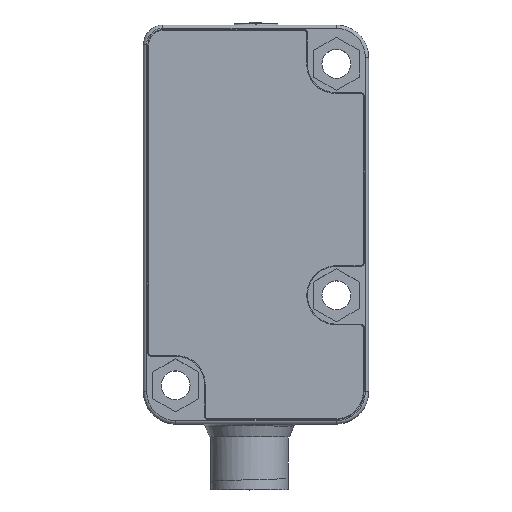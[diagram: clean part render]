
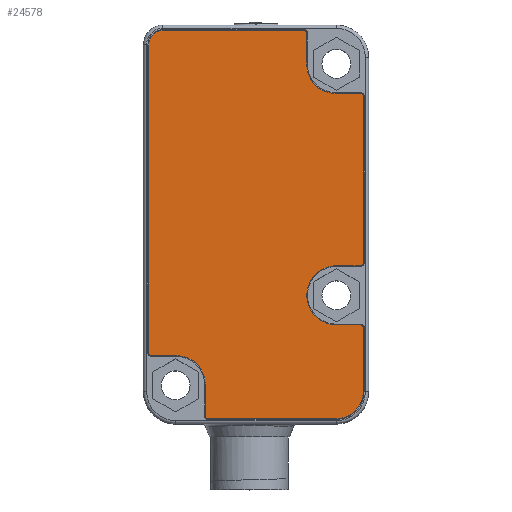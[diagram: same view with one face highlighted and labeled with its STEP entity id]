
A CAD part, top view. The second image highlights one B-rep face of the part: STEP entity #24578.
In plain terms, the highlighted planar face has unit normal (0, 0, 1).
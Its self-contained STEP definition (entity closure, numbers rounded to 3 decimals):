
#10034=CARTESIAN_POINT('',(1.3,-26.9,9.));
#10035=DIRECTION('',(0.,0.,1.));
#10036=DIRECTION('',(-1.,0.,0.));
#10037=AXIS2_PLACEMENT_3D('',#10034,#10035,#10036);
#10042=DIRECTION('',(0.,-1.,0.));
#10043=VECTOR('',#10042,47.8);
#10044=CARTESIAN_POINT('',(0.8,20.9,9.));
#10045=LINE('',#10044,#10043);
#10049=CARTESIAN_POINT('',(3.1,20.9,9.));
#10050=DIRECTION('',(0.,0.,1.));
#10051=DIRECTION('',(0.,1.,0.));
#10052=AXIS2_PLACEMENT_3D('',#10049,#10050,#10051);
#10057=DIRECTION('',(-1.,0.,0.));
#10058=VECTOR('',#10057,21.8);
#10059=CARTESIAN_POINT('',(24.9,23.2,9.));
#10060=LINE('',#10059,#10058);
#10064=CARTESIAN_POINT('',(24.9,22.7,9.));
#10065=DIRECTION('',(0.,0.,1.));
#10066=DIRECTION('',(1.,0.,0.));
#10067=AXIS2_PLACEMENT_3D('',#10064,#10065,#10066);
#10072=DIRECTION('',(0.,1.,0.));
#10073=VECTOR('',#10072,4.9);
#10074=CARTESIAN_POINT('',(25.4,17.8,9.));
#10075=LINE('',#10074,#10073);
#10079=CARTESIAN_POINT('',(29.8,17.8,9.));
#10080=DIRECTION('',(0.,0.,-1.));
#10081=DIRECTION('',(0.,-1.,0.));
#10082=AXIS2_PLACEMENT_3D('',#10079,#10080,#10081);
#10087=DIRECTION('',(-1.,0.,0.));
#10088=VECTOR('',#10087,3.9);
#10089=CARTESIAN_POINT('',(33.7,13.4,9.));
#10090=LINE('',#10089,#10088);
#10094=CARTESIAN_POINT('',(33.7,12.9,9.));
#10095=DIRECTION('',(0.,0.,1.));
#10096=DIRECTION('',(1.,0.,0.));
#10097=AXIS2_PLACEMENT_3D('',#10094,#10095,#10096);
#10102=DIRECTION('',(0.,1.,0.));
#10103=VECTOR('',#10102,25.8);
#10104=CARTESIAN_POINT('',(34.2,-12.9,9.));
#10105=LINE('',#10104,#10103);
#10109=CARTESIAN_POINT('',(33.7,-12.9,9.));
#10110=DIRECTION('',(0.,0.,1.));
#10111=DIRECTION('',(0.,-1.,0.));
#10112=AXIS2_PLACEMENT_3D('',#10109,#10110,#10111);
#10117=DIRECTION('',(1.,0.,0.));
#10118=VECTOR('',#10117,3.7);
#10119=CARTESIAN_POINT('',(30.,-13.4,9.));
#10120=LINE('',#10119,#10118);
#10124=CARTESIAN_POINT('',(30.,-18.,9.));
#10125=DIRECTION('',(0.,0.,-1.));
#10126=DIRECTION('',(0.,-1.,0.));
#10127=AXIS2_PLACEMENT_3D('',#10124,#10125,#10126);
#10132=DIRECTION('',(-1.,0.,0.));
#10133=VECTOR('',#10132,3.7);
#10134=CARTESIAN_POINT('',(33.7,-22.6,9.));
#10135=LINE('',#10134,#10133);
#10139=CARTESIAN_POINT('',(33.7,-23.1,9.));
#10140=DIRECTION('',(0.,0.,1.));
#10141=DIRECTION('',(1.,0.,0.));
#10142=AXIS2_PLACEMENT_3D('',#10139,#10140,#10141);
#10147=DIRECTION('',(0.,1.,0.));
#10148=VECTOR('',#10147,9.8);
#10149=CARTESIAN_POINT('',(34.2,-32.9,9.));
#10150=LINE('',#10149,#10148);
#10154=CARTESIAN_POINT('',(29.9,-32.9,9.));
#10155=DIRECTION('',(0.,0.,1.));
#10156=DIRECTION('',(0.,-1.,0.));
#10157=AXIS2_PLACEMENT_3D('',#10154,#10155,#10156);
#10162=DIRECTION('',(1.,0.,0.));
#10163=VECTOR('',#10162,19.8);
#10164=CARTESIAN_POINT('',(10.1,-37.2,9.));
#10165=LINE('',#10164,#10163);
#10169=CARTESIAN_POINT('',(10.1,-36.7,9.));
#10170=DIRECTION('',(0.,0.,1.));
#10171=DIRECTION('',(-1.,0.,0.));
#10172=AXIS2_PLACEMENT_3D('',#10169,#10170,#10171);
#10177=DIRECTION('',(0.,-1.,0.));
#10178=VECTOR('',#10177,4.9);
#10179=CARTESIAN_POINT('',(9.6,-31.8,9.));
#10180=LINE('',#10179,#10178);
#10184=CARTESIAN_POINT('',(5.2,-31.8,9.));
#10185=DIRECTION('',(0.,0.,-1.));
#10186=DIRECTION('',(0.,1.,0.));
#10187=AXIS2_PLACEMENT_3D('',#10184,#10185,#10186);
#10192=DIRECTION('',(1.,0.,0.));
#10193=VECTOR('',#10192,3.9);
#10194=CARTESIAN_POINT('',(1.3,-27.4,9.));
#10195=LINE('',#10194,#10193);
#14159=CARTESIAN_POINT('',(3.1,23.2,9.));
#14160=CARTESIAN_POINT('',(0.8,20.9,9.));
#14161=VERTEX_POINT('',#14159);
#14162=VERTEX_POINT('',#14160);
#14163=CARTESIAN_POINT('',(5.2,-27.4,9.));
#14164=CARTESIAN_POINT('',(9.6,-31.8,9.));
#14165=VERTEX_POINT('',#14163);
#14166=VERTEX_POINT('',#14164);
#14167=CARTESIAN_POINT('',(29.9,-37.2,9.));
#14168=CARTESIAN_POINT('',(34.2,-32.9,9.));
#14169=VERTEX_POINT('',#14167);
#14170=VERTEX_POINT('',#14168);
#14171=CARTESIAN_POINT('',(30.,-22.6,9.));
#14172=CARTESIAN_POINT('',(30.,-13.4,9.));
#14173=VERTEX_POINT('',#14171);
#14174=VERTEX_POINT('',#14172);
#14175=CARTESIAN_POINT('',(29.8,13.4,9.));
#14176=CARTESIAN_POINT('',(25.4,17.8,9.));
#14177=VERTEX_POINT('',#14175);
#14178=VERTEX_POINT('',#14176);
#14215=CARTESIAN_POINT('',(0.8,-26.9,9.));
#14216=VERTEX_POINT('',#14215);
#14217=CARTESIAN_POINT('',(1.3,-27.4,9.));
#14218=VERTEX_POINT('',#14217);
#14223=CARTESIAN_POINT('',(9.6,-36.7,9.));
#14224=VERTEX_POINT('',#14223);
#14225=CARTESIAN_POINT('',(10.1,-37.2,9.));
#14226=VERTEX_POINT('',#14225);
#14231=CARTESIAN_POINT('',(34.2,-23.1,9.));
#14232=VERTEX_POINT('',#14231);
#14233=CARTESIAN_POINT('',(33.7,-22.6,9.));
#14234=VERTEX_POINT('',#14233);
#14239=CARTESIAN_POINT('',(33.7,-13.4,9.));
#14240=VERTEX_POINT('',#14239);
#14241=CARTESIAN_POINT('',(34.2,-12.9,9.));
#14242=VERTEX_POINT('',#14241);
#14247=CARTESIAN_POINT('',(34.2,12.9,9.));
#14248=VERTEX_POINT('',#14247);
#14249=CARTESIAN_POINT('',(33.7,13.4,9.));
#14250=VERTEX_POINT('',#14249);
#14255=CARTESIAN_POINT('',(25.4,22.7,9.));
#14256=VERTEX_POINT('',#14255);
#14257=CARTESIAN_POINT('',(24.9,23.2,9.));
#14258=VERTEX_POINT('',#14257);
#24549=CARTESIAN_POINT('',(0.,0.,9.));
#24550=DIRECTION('',(0.,0.,1.));
#24551=DIRECTION('',(1.,0.,0.));
#24552=AXIS2_PLACEMENT_3D('',#24549,#24550,#24551);
#24553=PLANE('',#24552);
#24554=ORIENTED_EDGE('',*,*,#24206,.F.);
#24555=ORIENTED_EDGE('',*,*,#24229,.F.);
#24556=ORIENTED_EDGE('',*,*,#24278,.F.);
#24557=ORIENTED_EDGE('',*,*,#24291,.F.);
#24558=ORIENTED_EDGE('',*,*,#24306,.F.);
#24559=ORIENTED_EDGE('',*,*,#24321,.F.);
#24560=ORIENTED_EDGE('',*,*,#24334,.F.);
#24561=ORIENTED_EDGE('',*,*,#24347,.F.);
#24562=ORIENTED_EDGE('',*,*,#24362,.F.);
#24563=ORIENTED_EDGE('',*,*,#24375,.F.);
#24564=ORIENTED_EDGE('',*,*,#24390,.F.);
#24565=ORIENTED_EDGE('',*,*,#24405,.F.);
#24566=ORIENTED_EDGE('',*,*,#24418,.F.);
#24567=ORIENTED_EDGE('',*,*,#24431,.F.);
#24568=ORIENTED_EDGE('',*,*,#24446,.F.);
#24569=ORIENTED_EDGE('',*,*,#24461,.F.);
#24570=ORIENTED_EDGE('',*,*,#24474,.F.);
#24571=ORIENTED_EDGE('',*,*,#24487,.F.);
#24572=ORIENTED_EDGE('',*,*,#24502,.F.);
#24573=ORIENTED_EDGE('',*,*,#24517,.F.);
#24574=ORIENTED_EDGE('',*,*,#24530,.F.);
#24575=ORIENTED_EDGE('',*,*,#24542,.F.);
#24576=EDGE_LOOP('',(#24554,#24555,#24556,#24557,#24558,#24559,#24560,#24561,
#24562,#24563,#24564,#24565,#24566,#24567,#24568,#24569,#24570,#24571,#24572,
#24573,#24574,#24575));
#24577=FACE_OUTER_BOUND('',#24576,.F.);
#24578=ADVANCED_FACE('',(#24577),#24553,.T.);
#10038=CIRCLE('',#10037,0.5);
#10053=CIRCLE('',#10052,2.3);
#10068=CIRCLE('',#10067,0.5);
#10083=CIRCLE('',#10082,4.4);
#10098=CIRCLE('',#10097,0.5);
#10113=CIRCLE('',#10112,0.5);
#10128=CIRCLE('',#10127,4.6);
#10143=CIRCLE('',#10142,0.5);
#10158=CIRCLE('',#10157,4.3);
#10173=CIRCLE('',#10172,0.5);
#10188=CIRCLE('',#10187,4.4);
#24206=EDGE_CURVE('',#14216,#14218,#10038,.T.);
#24229=EDGE_CURVE('',#14162,#14216,#10045,.T.);
#24278=EDGE_CURVE('',#14161,#14162,#10053,.T.);
#24291=EDGE_CURVE('',#14258,#14161,#10060,.T.);
#24306=EDGE_CURVE('',#14256,#14258,#10068,.T.);
#24321=EDGE_CURVE('',#14178,#14256,#10075,.T.);
#24334=EDGE_CURVE('',#14177,#14178,#10083,.T.);
#24347=EDGE_CURVE('',#14250,#14177,#10090,.T.);
#24362=EDGE_CURVE('',#14248,#14250,#10098,.T.);
#24375=EDGE_CURVE('',#14242,#14248,#10105,.T.);
#24390=EDGE_CURVE('',#14240,#14242,#10113,.T.);
#24405=EDGE_CURVE('',#14174,#14240,#10120,.T.);
#24418=EDGE_CURVE('',#14173,#14174,#10128,.T.);
#24431=EDGE_CURVE('',#14234,#14173,#10135,.T.);
#24446=EDGE_CURVE('',#14232,#14234,#10143,.T.);
#24461=EDGE_CURVE('',#14170,#14232,#10150,.T.);
#24474=EDGE_CURVE('',#14169,#14170,#10158,.T.);
#24487=EDGE_CURVE('',#14226,#14169,#10165,.T.);
#24502=EDGE_CURVE('',#14224,#14226,#10173,.T.);
#24517=EDGE_CURVE('',#14166,#14224,#10180,.T.);
#24530=EDGE_CURVE('',#14165,#14166,#10188,.T.);
#24542=EDGE_CURVE('',#14218,#14165,#10195,.T.);
